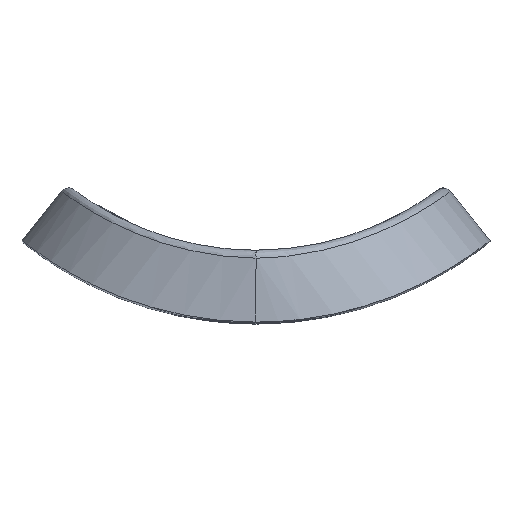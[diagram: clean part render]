
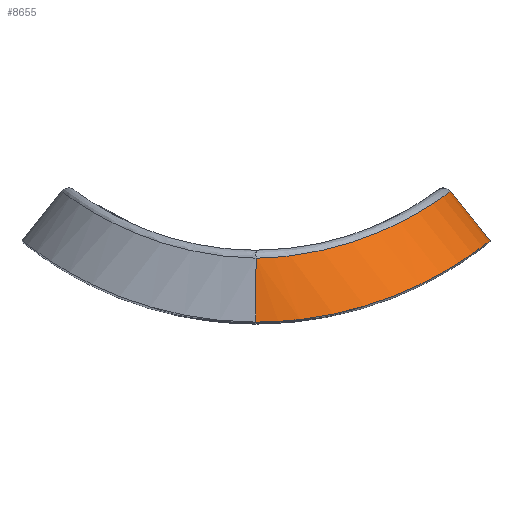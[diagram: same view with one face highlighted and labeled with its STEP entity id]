
A CAD part, top view. The second image highlights one B-rep face of the part: STEP entity #8655.
In plain terms, the highlighted cylindrical face has radius 13 mm (diameter 26 mm), a partial arc.
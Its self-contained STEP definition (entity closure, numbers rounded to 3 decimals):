
#317 = CARTESIAN_POINT ( 'NONE',  ( 8.234, 1.657, 26.858 ) ) ;
#358 = CARTESIAN_POINT ( 'NONE',  ( 0., -2.808, 31.5 ) ) ;
#384 = CARTESIAN_POINT ( 'NONE',  ( 0.9, -4., 31.5 ) ) ;
#538 = CYLINDRICAL_SURFACE ( 'NONE', #13120, 13. ) ;
#544 = CARTESIAN_POINT ( 'NONE',  ( 11.841, -0.315, 24.522 ) ) ;
#1073 = CARTESIAN_POINT ( 'NONE',  ( 13., 0.549, 18.5 ) ) ;
#1080 = CARTESIAN_POINT ( 'NONE',  ( 10.755, 3.247, 20.082 ) ) ;
#1147 = CARTESIAN_POINT ( 'NONE',  ( 10.338, 2.944, 22.386 ) ) ;
#1342 = EDGE_CURVE ( 'NONE', #7192, #10145, #15516, .T. ) ;
#1367 = CARTESIAN_POINT ( 'NONE',  ( -10.164, 8.744, 18.5 ) ) ;
#1509 = CARTESIAN_POINT ( 'NONE',  ( 3.801, 0.003, 30.317 ) ) ;
#1623 = CARTESIAN_POINT ( 'NONE',  ( 10.82, -0.975, 26.385 ) ) ;
#1781 = CARTESIAN_POINT ( 'NONE',  ( 8.24, -2.306, 29.128 ) ) ;
#2319 = CARTESIAN_POINT ( 'NONE',  ( 10.235, 2.872, 22.766 ) ) ;
#2419 = CARTESIAN_POINT ( 'NONE',  ( 9.884, 2.632, 23.877 ) ) ;
#2705 = CARTESIAN_POINT ( 'NONE',  ( 6.993, 1.055, 28.262 ) ) ;
#2977 = CARTESIAN_POINT ( 'NONE',  ( 9.204, -1.861, 28.32 ) ) ;
#3765 = CARTESIAN_POINT ( 'NONE',  ( 0., -4., 31.5 ) ) ;
#4054 = CARTESIAN_POINT ( 'NONE',  ( 4.386, -3.538, 30.964 ) ) ;
#4106 = EDGE_CURVE ( 'NONE', #10145, #14383, #10089, .T. ) ;
#4145 = CARTESIAN_POINT ( 'NONE',  ( 12.277, -0.003, 23.297 ) ) ;
#4740 = ORIENTED_EDGE ( 'NONE', *, *, #11238, .F. ) ;
#5001 = CARTESIAN_POINT ( 'NONE',  ( 0., -0.447, 31.31 ) ) ;
#5156 = CARTESIAN_POINT ( 'NONE',  ( 8.875, 2.009, 25.915 ) ) ;
#5165 = DIRECTION ( 'NONE',  ( 0.624, -0.782, 0. ) ) ;
#5204 = CARTESIAN_POINT ( 'NONE',  ( 1.948, -0.315, 30.931 ) ) ;
#5262 = CARTESIAN_POINT ( 'NONE',  ( 8.895, -2.011, 28.601 ) ) ;
#5420 = CARTESIAN_POINT ( 'NONE',  ( 4.809, -3.442, 30.841 ) ) ;
#5677 = CARTESIAN_POINT ( 'NONE',  ( 13., 0.549, 18.5 ) ) ;
#5982 =( BOUNDED_CURVE ( )  B_SPLINE_CURVE ( 3, ( #12595, #358, #11481, #10262 ),
 .UNSPECIFIED., .F., .F. ) 
 B_SPLINE_CURVE_WITH_KNOTS ( ( 4, 4 ),
 ( 4.712, 4.884 ),
 .UNSPECIFIED. ) 
 CURVE ( )  GEOMETRIC_REPRESENTATION_ITEM ( )  RATIONAL_B_SPLINE_CURVE ( ( 1., 0.998, 0.998, 1. ) ) 
 REPRESENTATION_ITEM ( '' )  );
#6214 = CARTESIAN_POINT ( 'NONE',  ( 3.081, -0.15, 30.598 ) ) ;
#6326 = CARTESIAN_POINT ( 'NONE',  ( 0.787, -0.422, 31.189 ) ) ;
#6546 = CARTESIAN_POINT ( 'NONE',  ( 12.623, 0.255, 22.021 ) ) ;
#6645 = CARTESIAN_POINT ( 'NONE',  ( 10.062, -1.414, 27.407 ) ) ;
#7157 = VERTEX_POINT ( 'NONE', #11910 ) ;
#7192 = VERTEX_POINT ( 'NONE', #10628 ) ;
#7233 = CARTESIAN_POINT ( 'NONE',  ( 10.813, 3.291, 18.5 ) ) ;
#7453 = CARTESIAN_POINT ( 'NONE',  ( 4.826, 0.281, 29.798 ) ) ;
#7731 = CARTESIAN_POINT ( 'NONE',  ( 1.786, -3.942, 31.443 ) ) ;
#8492 = CARTESIAN_POINT ( 'NONE',  ( 10.583, 3.12, 21.242 ) ) ;
#8655 = ADVANCED_FACE ( 'NONE', ( #10925 ), #538, .T. ) ;
#8921 = CARTESIAN_POINT ( 'NONE',  ( 7.522, 1.297, 27.734 ) ) ;
#9101 = CARTESIAN_POINT ( 'NONE',  ( 13., 0.549, 19.4 ) ) ;
#9150 = CARTESIAN_POINT ( 'NONE',  ( 12.928, 0.491, 20.285 ) ) ;
#9388 = ORIENTED_EDGE ( 'NONE', *, *, #12257, .T. ) ;
#9424 = CARTESIAN_POINT ( 'NONE',  ( 12.713, 0.324, 21.59 ) ) ;
#9689 = CARTESIAN_POINT ( 'NONE',  ( 10.511, 3.068, 21.625 ) ) ;
#9961 = CARTESIAN_POINT ( 'NONE',  ( 8.459, 1.778, 26.549 ) ) ;
#10022 = CARTESIAN_POINT ( 'NONE',  ( 13., 0.549, 18.5 ) ) ;
#10089 = B_SPLINE_CURVE_WITH_KNOTS ( 'NONE', 3,
 ( #5677, #9101, #9150, #9424, #6546, #14031, #4145, #544, #10341, #1623, #12733, #6645, #14292, #2977, #5262, #1781, #10650, #11566, #11407, #5420, #4054, #12629, #13858, #7731, #384, #13153 ),
 .UNSPECIFIED., .F., .F.,
 ( 4, 2, 2, 2, 2, 2, 2, 2, 2, 2, 2, 2, 4 ),
 ( 0., 0.003, 0.004, 0.005, 0.008, 0.009, 0.011, 0.012, 0.013, 0.016, 0.017, 0.019, 0.021 ),
 .UNSPECIFIED. ) ;
#10145 = VERTEX_POINT ( 'NONE', #10022 ) ;
#10262 = CARTESIAN_POINT ( 'NONE',  ( 0., -0.447, 31.31 ) ) ;
#10341 = CARTESIAN_POINT ( 'NONE',  ( 11.481, -0.562, 25.294 ) ) ;
#10572 = EDGE_LOOP ( 'NONE', ( #12732, #9388, #4740, #15932 ) ) ;
#10628 = CARTESIAN_POINT ( 'NONE',  ( 10.813, 3.291, 18.5 ) ) ;
#10650 = CARTESIAN_POINT ( 'NONE',  ( 7.892, -2.453, 29.376 ) ) ;
#10919 = CARTESIAN_POINT ( 'NONE',  ( 9.593, 2.44, 24.583 ) ) ;
#10925 = FACE_OUTER_BOUND ( 'NONE', #10572, .T. ) ;
#11141 = CARTESIAN_POINT ( 'NONE',  ( 1.563, -0.359, 31.027 ) ) ;
#11238 = EDGE_CURVE ( 'NONE', #14383, #7157, #5982, .T. ) ;
#11301 = DIRECTION ( 'NONE',  ( 0.782, 0.624, 0. ) ) ;
#11407 = CARTESIAN_POINT ( 'NONE',  ( 6.036, -3.125, 30.415 ) ) ;
#11481 = CARTESIAN_POINT ( 'NONE',  ( 0., -1.621, 31.436 ) ) ;
#11566 = CARTESIAN_POINT ( 'NONE',  ( 6.807, -2.873, 30.052 ) ) ;
#11910 = CARTESIAN_POINT ( 'NONE',  ( 0., -0.447, 31.31 ) ) ;
#12141 = CARTESIAN_POINT ( 'NONE',  ( 9.066, 2.121, 25.588 ) ) ;
#12257 = EDGE_CURVE ( 'NONE', #7192, #7157, #15273, .T. ) ;
#12401 = CARTESIAN_POINT ( 'NONE',  ( 5.158, 0.382, 29.608 ) ) ;
#12511 = CARTESIAN_POINT ( 'NONE',  ( 5.804, 0.597, 29.192 ) ) ;
#12595 = CARTESIAN_POINT ( 'NONE',  ( 0., -4., 31.5 ) ) ;
#12629 = CARTESIAN_POINT ( 'NONE',  ( 3.528, -3.704, 31.169 ) ) ;
#12732 = ORIENTED_EDGE ( 'NONE', *, *, #1342, .F. ) ;
#12733 = CARTESIAN_POINT ( 'NONE',  ( 10.578, -1.12, 26.739 ) ) ;
#13120 = AXIS2_PLACEMENT_3D ( 'NONE', #1367, #5165, #11301 ) ;
#13153 = CARTESIAN_POINT ( 'NONE',  ( 0., -4., 31.5 ) ) ;
#13310 = CARTESIAN_POINT ( 'NONE',  ( 10.813, 3.291, 19.297 ) ) ;
#13386 = VECTOR ( 'NONE', #14555, 1000. ) ;
#13694 = CARTESIAN_POINT ( 'NONE',  ( 6.113, 0.709, 28.97 ) ) ;
#13858 = CARTESIAN_POINT ( 'NONE',  ( 3.095, -3.774, 31.251 ) ) ;
#14031 = CARTESIAN_POINT ( 'NONE',  ( 12.405, 0.092, 22.875 ) ) ;
#14292 = CARTESIAN_POINT ( 'NONE',  ( 9.788, -1.563, 27.723 ) ) ;
#14383 = VERTEX_POINT ( 'NONE', #3765 ) ;
#14555 = DIRECTION ( 'NONE',  ( 0.624, -0.782, 0. ) ) ;
#15049 = CARTESIAN_POINT ( 'NONE',  ( 0.395, -0.441, 31.256 ) ) ;
#15273 = B_SPLINE_CURVE_WITH_KNOTS ( 'NONE', 3,
 ( #7233, #13310, #1080, #8492, #9689, #1147, #2319, #2419, #10919, #12141, #5156, #9961, #317, #8921, #2705, #13694, #12511, #12401, #7453, #1509, #6214, #5204, #11141, #6326, #15049, #5001 ),
 .UNSPECIFIED., .F., .F.,
 ( 4, 2, 2, 2, 2, 2, 2, 2, 2, 2, 2, 2, 4 ),
 ( 0., 0.002, 0.004, 0.005, 0.007, 0.008, 0.009, 0.012, 0.013, 0.014, 0.017, 0.018, 0.019 ),
 .UNSPECIFIED. ) ;
#15516 = LINE ( 'NONE', #1073, #13386 ) ;
#15932 = ORIENTED_EDGE ( 'NONE', *, *, #4106, .F. ) ;
